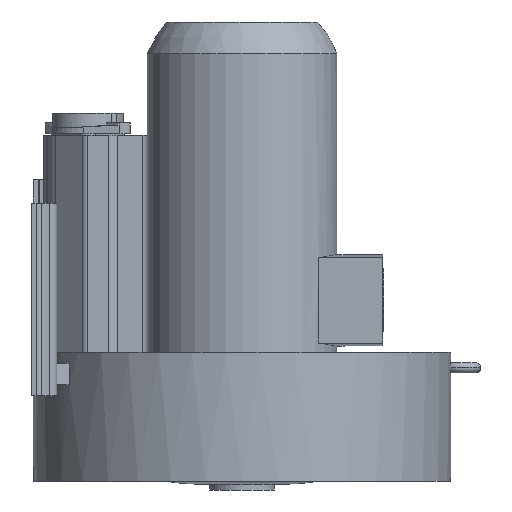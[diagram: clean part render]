
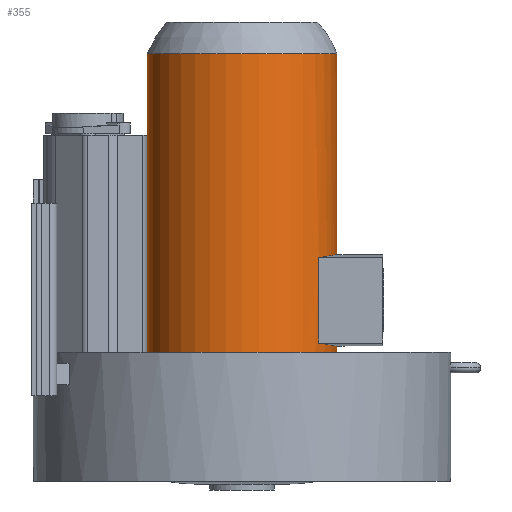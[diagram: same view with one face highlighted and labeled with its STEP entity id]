
A CAD part, front view. The second image highlights one B-rep face of the part: STEP entity #355.
In plain terms, the highlighted cylindrical face has radius 88.7 mm (diameter 177.4 mm), a partial arc.
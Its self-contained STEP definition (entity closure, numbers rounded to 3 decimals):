
#355=ADVANCED_FACE('',(#743),#620,.T.);
#620=CYLINDRICAL_SURFACE('',#5436,88.7);
#743=FACE_OUTER_BOUND('',#976,.T.);
#976=EDGE_LOOP('',(#1676,#1677,#1678,#1679,#1680,#1681,#1682,#1683));
#1285=CIRCLE('',#5434,88.7);
#1286=CIRCLE('',#5435,88.7);
#1653=B_SPLINE_CURVE_WITH_KNOTS('',3,(#7808,#7809,#7810,#7811,#7812,#7813),
 .UNSPECIFIED.,.F.,.F.,(4,2,4),(0.,0.5,1.),.UNSPECIFIED.);
#1654=B_SPLINE_CURVE_WITH_KNOTS('',3,(#7816,#7817,#7818,#7819,#7820,#7821),
 .UNSPECIFIED.,.F.,.F.,(4,2,4),(0.,0.5,1.),.UNSPECIFIED.);
#1676=ORIENTED_EDGE('',*,*,#3856,.T.);
#1677=ORIENTED_EDGE('',*,*,#3857,.T.);
#1678=ORIENTED_EDGE('',*,*,#3848,.T.);
#1679=ORIENTED_EDGE('',*,*,#3858,.T.);
#1680=ORIENTED_EDGE('',*,*,#3854,.F.);
#1681=ORIENTED_EDGE('',*,*,#3859,.F.);
#1682=ORIENTED_EDGE('',*,*,#3852,.T.);
#1683=ORIENTED_EDGE('',*,*,#3860,.T.);
#3280=VERTEX_POINT('',#7779);
#3281=VERTEX_POINT('',#7780);
#3284=VERTEX_POINT('',#7796);
#3285=VERTEX_POINT('',#7798);
#3286=VERTEX_POINT('',#7800);
#3287=VERTEX_POINT('',#7802);
#3288=VERTEX_POINT('',#7806);
#3289=VERTEX_POINT('',#7807);
#3848=EDGE_CURVE('',#3280,#3281,#4654,.T.);
#3852=EDGE_CURVE('',#3285,#3284,#4656,.T.);
#3854=EDGE_CURVE('',#3286,#3287,#4657,.T.);
#3856=EDGE_CURVE('',#3288,#3289,#4658,.T.);
#3857=EDGE_CURVE('',#3289,#3280,#1653,.T.);
#3858=EDGE_CURVE('',#3281,#3287,#1285,.T.);
#3859=EDGE_CURVE('',#3285,#3286,#1286,.T.);
#3860=EDGE_CURVE('',#3284,#3288,#1654,.T.);
#4654=LINE('',#7778,#5042);
#4656=LINE('',#7797,#5044);
#4657=LINE('',#7801,#5045);
#4658=LINE('',#7805,#5046);
#5042=VECTOR('',#6085,1.);
#5044=VECTOR('',#6087,1.);
#5045=VECTOR('',#6090,1.);
#5046=VECTOR('',#6095,1.);
#5434=AXIS2_PLACEMENT_3D('',#7814,#6096,#6097);
#5435=AXIS2_PLACEMENT_3D('',#7815,#6098,#6099);
#5436=AXIS2_PLACEMENT_3D('',#7822,#6100,#6101);
#6085=DIRECTION('',(0.,0.,1.));
#6087=DIRECTION('',(0.,0.,1.));
#6090=DIRECTION('',(0.,0.,1.));
#6095=DIRECTION('',(0.,0.,1.));
#6096=DIRECTION('',(0.,0.,-1.));
#6097=DIRECTION('',(1.,0.,0.));
#6098=DIRECTION('',(0.,0.,-1.));
#6099=DIRECTION('',(1.,0.,0.));
#6100=DIRECTION('',(0.,0.,1.));
#6101=DIRECTION('',(-1.,0.,0.));
#7778=CARTESIAN_POINT('',(88.7,0.,90.));
#7779=CARTESIAN_POINT('',(88.7,0.,181.434));
#7780=CARTESIAN_POINT('',(88.7,0.,369.419));
#7796=CARTESIAN_POINT('',(88.7,0.,95.966));
#7797=CARTESIAN_POINT('',(88.7,0.,90.));
#7798=CARTESIAN_POINT('',(88.7,0.,90.));
#7800=CARTESIAN_POINT('',(-88.7,0.,90.));
#7801=CARTESIAN_POINT('',(-88.7,0.,90.));
#7802=CARTESIAN_POINT('',(-88.7,0.,369.419));
#7805=CARTESIAN_POINT('',(71.597,-52.36,90.));
#7806=CARTESIAN_POINT('',(71.597,-52.36,98.807));
#7807=CARTESIAN_POINT('',(71.597,-52.36,178.593));
#7808=CARTESIAN_POINT('',(71.597,-52.36,178.593));
#7809=CARTESIAN_POINT('',(77.141,-44.778,179.425));
#7810=CARTESIAN_POINT('',(81.372,-36.53,180.148));
#7811=CARTESIAN_POINT('',(87.215,-18.689,181.168));
#7812=CARTESIAN_POINT('',(88.7,-9.432,181.443));
#7813=CARTESIAN_POINT('',(88.7,0.,181.434));
#7814=CARTESIAN_POINT('',(0.,0.,369.419));
#7815=CARTESIAN_POINT('',(0.,0.,90.));
#7816=CARTESIAN_POINT('',(88.7,0.,95.966));
#7817=CARTESIAN_POINT('',(88.7,-9.432,95.957));
#7818=CARTESIAN_POINT('',(87.233,-18.608,96.229));
#7819=CARTESIAN_POINT('',(81.404,-36.458,97.247));
#7820=CARTESIAN_POINT('',(77.142,-44.778,97.975));
#7821=CARTESIAN_POINT('',(71.597,-52.36,98.807));
#7822=CARTESIAN_POINT('',(0.,0.,90.));
